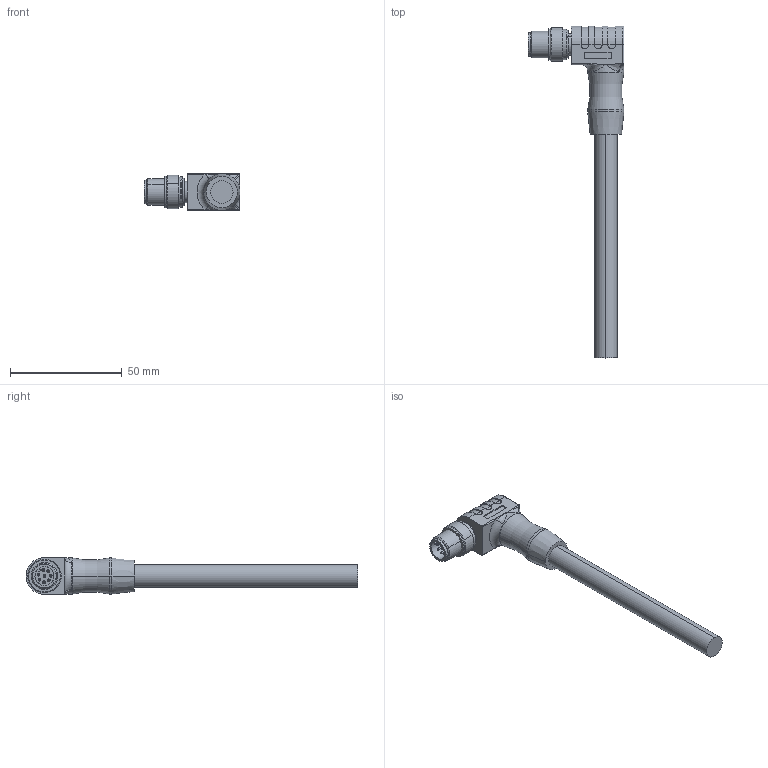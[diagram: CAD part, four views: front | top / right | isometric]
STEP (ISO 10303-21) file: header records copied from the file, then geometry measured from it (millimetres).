
FILE_DESCRIPTION((''),'2;1');
FILE_NAME('ELZ8-M-P00_ASM','2019-03-27T',('xin.jin'),(''),'PRO/ENGINEER BY PARAMETRIC TECHNOLOGY CORPORATION, 2012060','PRO/ENGINEER BY PARAMETRIC TECHNOLOGY CORPORATION, 2012060','');
FILE_SCHEMA(('AUTOMOTIVE_DESIGN { 1 0 10303 214 1 1 1 1 }'));
Length unit declared in the file: millimetre
Products named in the file (1): ELZ8-M-P00_ASM
Bounding box: 42.9 x 148.45 x 16.5 mm (x, y, z)
Volume: 21280.6 mm3; surface area: 9107.7 mm2
Topology: 1 solids, 17 shells, 441 faces, 1054 edges, 656 vertices
Faces by surface type: plane 210, cylinder 173, cone 32, bspline 18, torus 6, sphere 2
Entity records: 14205 total; most frequent: CARTESIAN_POINT 3697, DIRECTION 2302, ORIENTED_EDGE 2080, EDGE_CURVE 1040, AXIS2_PLACEMENT_3D 901, VERTEX_POINT 656, EDGE_LOOP 502, VECTOR 500
